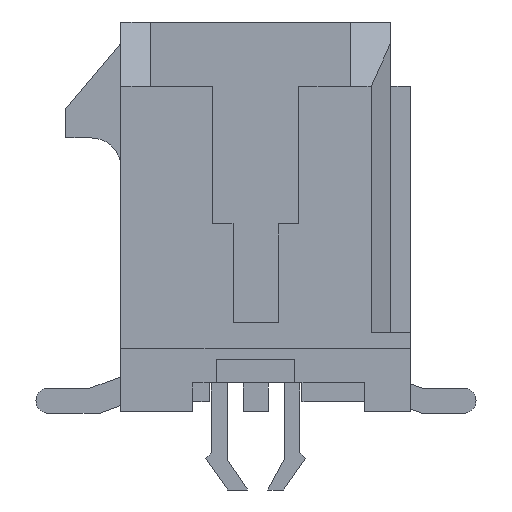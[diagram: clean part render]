
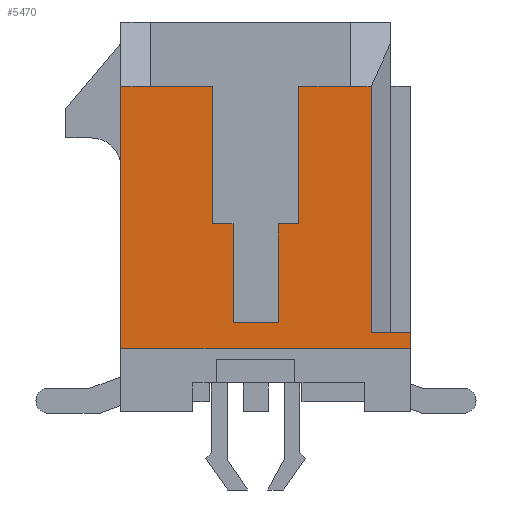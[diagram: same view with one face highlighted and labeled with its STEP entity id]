
A CAD part, left-side view. The second image highlights one B-rep face of the part: STEP entity #5470.
In plain terms, the highlighted planar face has unit normal (-1, 0, 0).
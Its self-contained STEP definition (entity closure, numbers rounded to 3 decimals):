
#1=DIRECTION('',(0.,0.,-1.));
#2=VECTOR('',#1,3.5);
#3=CARTESIAN_POINT('',(-7.825,-1.1,3.31));
#4=LINE('',#3,#2);
#5=DIRECTION('',(0.,1.,0.));
#6=VECTOR('',#5,1.31);
#7=CARTESIAN_POINT('',(-7.825,-2.41,3.31));
#8=LINE('',#7,#6);
#9=DIRECTION('',(0.,-1.,0.));
#10=VECTOR('',#9,0.53);
#11=CARTESIAN_POINT('',(-7.825,-2.41,3.31));
#12=LINE('',#11,#10);
#13=DIRECTION('',(0.,0.,-1.));
#14=VECTOR('',#13,6.27);
#15=CARTESIAN_POINT('',(-7.825,-2.94,3.31));
#16=LINE('',#15,#14);
#17=DIRECTION('',(0.,0.,-1.));
#18=VECTOR('',#17,0.4);
#19=CARTESIAN_POINT('',(-7.825,-3.94,-2.96));
#20=LINE('',#19,#18);
#21=DIRECTION('',(0.,1.,0.));
#22=VECTOR('',#21,7.37);
#23=CARTESIAN_POINT('',(-7.825,-3.94,-3.36));
#24=LINE('',#23,#22);
#25=DIRECTION('',(0.,0.,1.));
#26=VECTOR('',#25,6.67);
#27=CARTESIAN_POINT('',(-7.825,3.43,-3.36));
#28=LINE('',#27,#26);
#29=DIRECTION('',(0.,-1.,0.));
#30=VECTOR('',#29,0.75);
#31=CARTESIAN_POINT('',(-7.825,3.43,3.31));
#32=LINE('',#31,#30);
#33=DIRECTION('',(0.,1.,0.));
#34=VECTOR('',#33,1.58);
#35=CARTESIAN_POINT('',(-7.825,1.1,3.31));
#36=LINE('',#35,#34);
#37=DIRECTION('',(0.,0.,-1.));
#38=VECTOR('',#37,3.5);
#39=CARTESIAN_POINT('',(-7.825,1.1,3.31));
#40=LINE('',#39,#38);
#41=DIRECTION('',(0.,1.,0.));
#42=VECTOR('',#41,0.525);
#43=CARTESIAN_POINT('',(-7.825,0.575,-0.19));
#44=LINE('',#43,#42);
#45=DIRECTION('',(0.,0.,1.));
#46=VECTOR('',#45,2.5);
#47=CARTESIAN_POINT('',(-7.825,0.575,-2.69));
#48=LINE('',#47,#46);
#49=DIRECTION('',(0.,1.,0.));
#50=VECTOR('',#49,1.15);
#51=CARTESIAN_POINT('',(-7.825,-0.575,-2.69));
#52=LINE('',#51,#50);
#53=DIRECTION('',(0.,0.,-1.));
#54=VECTOR('',#53,2.5);
#55=CARTESIAN_POINT('',(-7.825,-0.575,-0.19));
#56=LINE('',#55,#54);
#57=DIRECTION('',(0.,1.,0.));
#58=VECTOR('',#57,0.525);
#59=CARTESIAN_POINT('',(-7.825,-1.1,-0.19));
#60=LINE('',#59,#58);
#1965=DIRECTION('',(0.,1.,0.));
#1966=VECTOR('',#1965,1.);
#1967=CARTESIAN_POINT('',(-7.825,-3.94,-2.96));
#1968=LINE('',#1967,#1966);
#4140=CARTESIAN_POINT('',(-7.825,3.43,3.31));
#4142=VERTEX_POINT('',#4140);
#4189=CARTESIAN_POINT('',(-7.825,-3.94,-2.96));
#4190=CARTESIAN_POINT('',(-7.825,-2.94,-2.96));
#4191=VERTEX_POINT('',#4189);
#4192=VERTEX_POINT('',#4190);
#4197=CARTESIAN_POINT('',(-7.825,2.68,3.31));
#4198=VERTEX_POINT('',#4197);
#4199=CARTESIAN_POINT('',(-7.825,-2.41,3.31));
#4200=VERTEX_POINT('',#4199);
#4373=CARTESIAN_POINT('',(-7.825,-1.1,3.31));
#4374=CARTESIAN_POINT('',(-7.825,-1.1,-0.19));
#4375=VERTEX_POINT('',#4373);
#4376=VERTEX_POINT('',#4374);
#4377=CARTESIAN_POINT('',(-7.825,-0.575,-0.19));
#4378=VERTEX_POINT('',#4377);
#4379=CARTESIAN_POINT('',(-7.825,-0.575,-2.69));
#4380=VERTEX_POINT('',#4379);
#4381=CARTESIAN_POINT('',(-7.825,0.575,-2.69));
#4382=VERTEX_POINT('',#4381);
#4383=CARTESIAN_POINT('',(-7.825,0.575,-0.19));
#4384=VERTEX_POINT('',#4383);
#4385=CARTESIAN_POINT('',(-7.825,1.1,-0.19));
#4386=VERTEX_POINT('',#4385);
#4387=CARTESIAN_POINT('',(-7.825,1.1,3.31));
#4388=VERTEX_POINT('',#4387);
#5157=CARTESIAN_POINT('',(-7.825,-3.94,-3.36));
#5158=CARTESIAN_POINT('',(-7.825,3.43,-3.36));
#5159=VERTEX_POINT('',#5157);
#5160=VERTEX_POINT('',#5158);
#5181=CARTESIAN_POINT('',(-7.825,-2.94,3.31));
#5182=VERTEX_POINT('',#5181);
#5431=CARTESIAN_POINT('',(-7.825,0.,0.));
#5432=DIRECTION('',(1.,0.,0.));
#5433=DIRECTION('',(0.,0.,-1.));
#5434=AXIS2_PLACEMENT_3D('',#5431,#5432,#5433);
#5435=PLANE('',#5434);
#5437=ORIENTED_EDGE('',*,*,#5436,.F.);
#5439=ORIENTED_EDGE('',*,*,#5438,.F.);
#5441=ORIENTED_EDGE('',*,*,#5440,.T.);
#5443=ORIENTED_EDGE('',*,*,#5442,.T.);
#5445=ORIENTED_EDGE('',*,*,#5444,.F.);
#5447=ORIENTED_EDGE('',*,*,#5446,.T.);
#5449=ORIENTED_EDGE('',*,*,#5448,.T.);
#5451=ORIENTED_EDGE('',*,*,#5450,.T.);
#5453=ORIENTED_EDGE('',*,*,#5452,.T.);
#5455=ORIENTED_EDGE('',*,*,#5454,.F.);
#5457=ORIENTED_EDGE('',*,*,#5456,.T.);
#5459=ORIENTED_EDGE('',*,*,#5458,.F.);
#5461=ORIENTED_EDGE('',*,*,#5460,.F.);
#5463=ORIENTED_EDGE('',*,*,#5462,.F.);
#5465=ORIENTED_EDGE('',*,*,#5464,.F.);
#5467=ORIENTED_EDGE('',*,*,#5466,.F.);
#5468=EDGE_LOOP('',(#5437,#5439,#5441,#5443,#5445,#5447,#5449,#5451,#5453,#5455,
#5457,#5459,#5461,#5463,#5465,#5467));
#5469=FACE_OUTER_BOUND('',#5468,.F.);
#5470=ADVANCED_FACE('',(#5469),#5435,.F.);
#5436=EDGE_CURVE('',#4375,#4376,#4,.T.);
#5438=EDGE_CURVE('',#4200,#4375,#8,.T.);
#5440=EDGE_CURVE('',#4200,#5182,#12,.T.);
#5442=EDGE_CURVE('',#5182,#4192,#16,.T.);
#5444=EDGE_CURVE('',#4191,#4192,#1968,.T.);
#5446=EDGE_CURVE('',#4191,#5159,#20,.T.);
#5448=EDGE_CURVE('',#5159,#5160,#24,.T.);
#5450=EDGE_CURVE('',#5160,#4142,#28,.T.);
#5452=EDGE_CURVE('',#4142,#4198,#32,.T.);
#5454=EDGE_CURVE('',#4388,#4198,#36,.T.);
#5456=EDGE_CURVE('',#4388,#4386,#40,.T.);
#5458=EDGE_CURVE('',#4384,#4386,#44,.T.);
#5460=EDGE_CURVE('',#4382,#4384,#48,.T.);
#5462=EDGE_CURVE('',#4380,#4382,#52,.T.);
#5464=EDGE_CURVE('',#4378,#4380,#56,.T.);
#5466=EDGE_CURVE('',#4376,#4378,#60,.T.);
